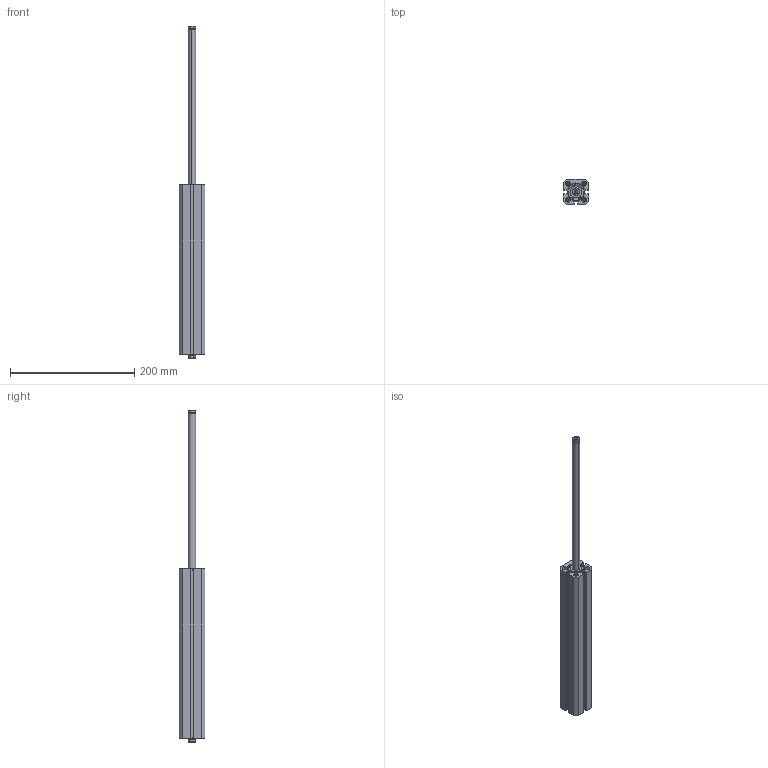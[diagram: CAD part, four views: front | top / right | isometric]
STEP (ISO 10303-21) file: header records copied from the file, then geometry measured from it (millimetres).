
FILE_DESCRIPTION (( 'STEP AP214' ), '1' );
FILE_NAME ('KSD-25-250-CYLINDER.STEP', '2013-07-24T07:46:55', ( '' ), ( '' ), 'SwSTEP 2.0', 'SolidWorks 2010', '' );
FILE_SCHEMA (( 'AUTOMOTIVE_DESIGN' ));
Length unit declared in the file: millimetre
Products named in the file (5): KSD  25  BORU_MANYETÝKLÝ  BORU; KSD  25  M尳 ; Basic Internal Retaining Ring_am1_B27.7M - 3BM1-27; KSD  25  ÖN  KAPAK_Varsayýlan; KSD-25-250-CYLINDER
Assembly tree (6 placements, depth 2):
  KSD-25-250-CYLINDER
    KSD  25  ÖN  KAPAK_Varsayýlan  x2
    KSD  25  BORU_MANYETÝKLÝ  BORU
    KSD  25  M尳 
    Basic Internal Retaining Ring_am1_B27.7M - 3BM1-27  x2
Bounding box: 41 x 41 x 535 mm (x, y, z)
Volume: 332085.6 mm3; surface area: 117573.1 mm2
Topology: 6 solids, 6 shells, 220 faces, 536 edges, 344 vertices
Faces by surface type: cylinder 122, plane 74, cone 20, torus 4
Entity records: 6037 total; most frequent: CARTESIAN_POINT 1059, DIRECTION 1041, ORIENTED_EDGE 906, EDGE_CURVE 453, AXIS2_PLACEMENT_3D 410, VERTEX_POINT 292, EDGE_LOOP 229, LINE 221
